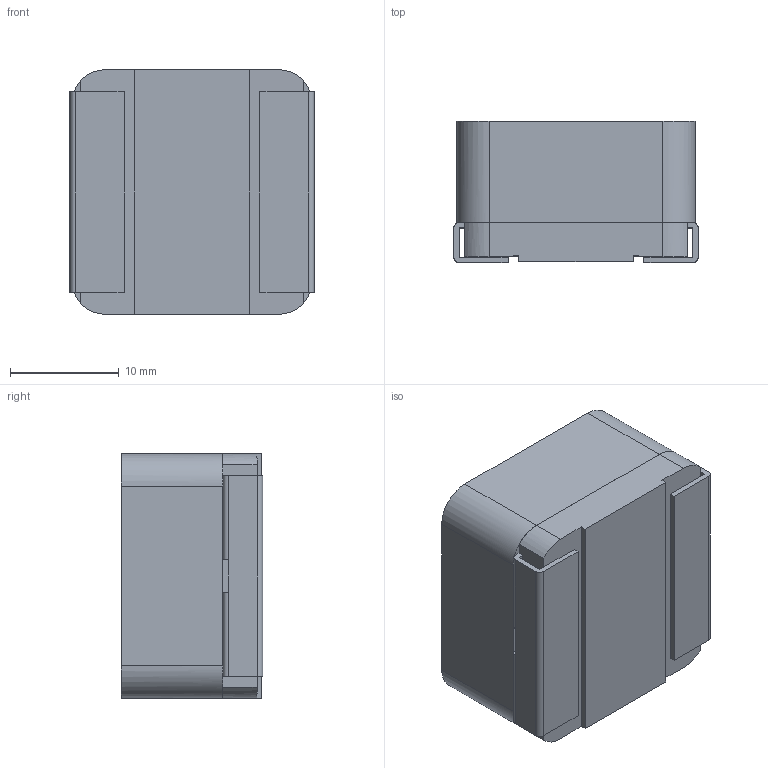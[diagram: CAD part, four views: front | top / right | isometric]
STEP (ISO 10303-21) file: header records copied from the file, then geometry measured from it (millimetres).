
FILE_DESCRIPTION (( 'STEP AP214' ), '1' );
FILE_NAME ('MPX1D2213(KEMET) 20210713.STEP', '2021-07-13T06:25:43', ( '' ), ( '' ), 'SwSTEP 2.0', 'SolidWorks 2020', '' );
FILE_SCHEMA (( 'AUTOMOTIVE_DESIGN' ));
Length unit declared in the file: millimetre
Products named in the file (1): MPX1D2213(KEMET) 20210713
Bounding box: 22.5 x 13 x 22.5 mm (x, y, z)
Volume: 6236.5 mm3; surface area: 2702.3 mm2
Topology: 4 solids, 4 shells, 120 faces, 337 edges, 222 vertices
Faces by surface type: plane 100, cylinder 20
Entity records: 5250 total; most frequent: CARTESIAN_POINT 752, ORIENTED_EDGE 674, DIRECTION 603, EDGE_CURVE 337, LINE 297, VECTOR 297, VERTEX_POINT 222, AXIS2_PLACEMENT_3D 153
